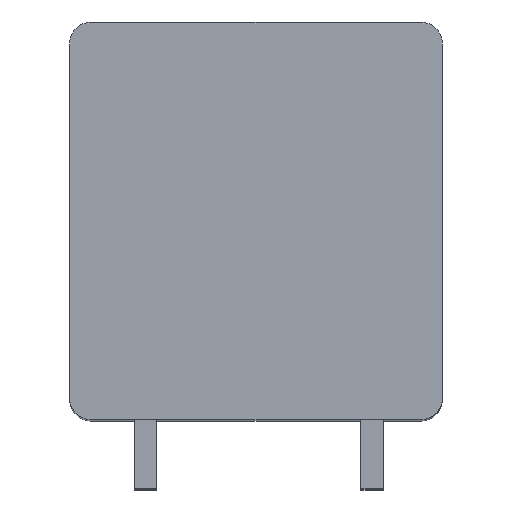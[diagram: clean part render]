
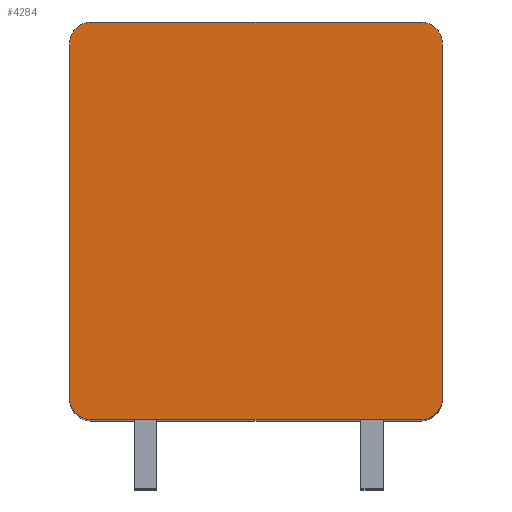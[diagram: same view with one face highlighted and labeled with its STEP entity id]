
A CAD part, top view. The second image highlights one B-rep face of the part: STEP entity #4284.
In plain terms, the highlighted planar face has unit normal (0, 0, 1).
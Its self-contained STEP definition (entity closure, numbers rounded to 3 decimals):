
#761=CARTESIAN_POINT('',(-5.95,6.4,2.5));
#762=DIRECTION('',(0.,0.,1.));
#763=DIRECTION('',(0.,1.,0.));
#764=AXIS2_PLACEMENT_3D('',#761,#762,#763);
#766=DIRECTION('',(-1.,0.,0.));
#767=VECTOR('',#766,11.9);
#768=CARTESIAN_POINT('',(5.95,7.2,2.5));
#769=LINE('',#768,#767);
#770=CARTESIAN_POINT('',(5.95,6.4,2.5));
#771=DIRECTION('',(0.,0.,1.));
#772=DIRECTION('',(1.,0.,0.));
#773=AXIS2_PLACEMENT_3D('',#770,#771,#772);
#775=DIRECTION('',(0.,1.,0.));
#776=VECTOR('',#775,12.8);
#777=CARTESIAN_POINT('',(6.75,-6.4,2.5));
#778=LINE('',#777,#776);
#779=CARTESIAN_POINT('',(5.95,-6.4,2.5));
#780=DIRECTION('',(0.,0.,1.));
#781=DIRECTION('',(0.,-1.,0.));
#782=AXIS2_PLACEMENT_3D('',#779,#780,#781);
#784=DIRECTION('',(1.,0.,0.));
#785=VECTOR('',#784,11.9);
#786=CARTESIAN_POINT('',(-5.95,-7.2,2.5));
#787=LINE('',#786,#785);
#788=CARTESIAN_POINT('',(-5.95,-6.4,2.5));
#789=DIRECTION('',(0.,0.,1.));
#790=DIRECTION('',(-1.,0.,0.));
#791=AXIS2_PLACEMENT_3D('',#788,#789,#790);
#793=DIRECTION('',(0.,-1.,0.));
#794=VECTOR('',#793,12.8);
#795=CARTESIAN_POINT('',(-6.75,6.4,2.5));
#796=LINE('',#795,#794);
#3007=CARTESIAN_POINT('',(-5.95,7.2,2.5));
#3008=VERTEX_POINT('',#3007);
#3009=CARTESIAN_POINT('',(-6.75,6.4,2.5));
#3010=VERTEX_POINT('',#3009);
#3015=CARTESIAN_POINT('',(6.75,6.4,2.5));
#3016=VERTEX_POINT('',#3015);
#3017=CARTESIAN_POINT('',(5.95,7.2,2.5));
#3018=VERTEX_POINT('',#3017);
#3023=CARTESIAN_POINT('',(-6.75,-6.4,2.5));
#3024=VERTEX_POINT('',#3023);
#3025=CARTESIAN_POINT('',(-5.95,-7.2,2.5));
#3026=VERTEX_POINT('',#3025);
#3031=CARTESIAN_POINT('',(5.95,-7.2,2.5));
#3032=VERTEX_POINT('',#3031);
#3033=CARTESIAN_POINT('',(6.75,-6.4,2.5));
#3034=VERTEX_POINT('',#3033);
#4269=CARTESIAN_POINT('',(0.,0.,2.5));
#4270=DIRECTION('',(0.,0.,1.));
#4271=DIRECTION('',(1.,0.,0.));
#4272=AXIS2_PLACEMENT_3D('',#4269,#4270,#4271);
#4273=PLANE('',#4272);
#4274=ORIENTED_EDGE('',*,*,#3795,.F.);
#4275=ORIENTED_EDGE('',*,*,#3811,.F.);
#4276=ORIENTED_EDGE('',*,*,#3944,.F.);
#4277=ORIENTED_EDGE('',*,*,#3959,.F.);
#4278=ORIENTED_EDGE('',*,*,#4072,.F.);
#4279=ORIENTED_EDGE('',*,*,#4085,.F.);
#4280=ORIENTED_EDGE('',*,*,#4200,.F.);
#4281=ORIENTED_EDGE('',*,*,#4212,.F.);
#4282=EDGE_LOOP('',(#4274,#4275,#4276,#4277,#4278,#4279,#4280,#4281));
#4283=FACE_OUTER_BOUND('',#4282,.F.);
#765=CIRCLE('',#764,0.8);
#774=CIRCLE('',#773,0.8);
#783=CIRCLE('',#782,0.8);
#792=CIRCLE('',#791,0.8);
#3795=EDGE_CURVE('',#3008,#3010,#765,.T.);
#3811=EDGE_CURVE('',#3018,#3008,#769,.T.);
#3944=EDGE_CURVE('',#3016,#3018,#774,.T.);
#3959=EDGE_CURVE('',#3034,#3016,#778,.T.);
#4072=EDGE_CURVE('',#3032,#3034,#783,.T.);
#4085=EDGE_CURVE('',#3026,#3032,#787,.T.);
#4200=EDGE_CURVE('',#3024,#3026,#792,.T.);
#4212=EDGE_CURVE('',#3010,#3024,#796,.T.);
#4284=ADVANCED_FACE('',(#4283),#4273,.T.);
